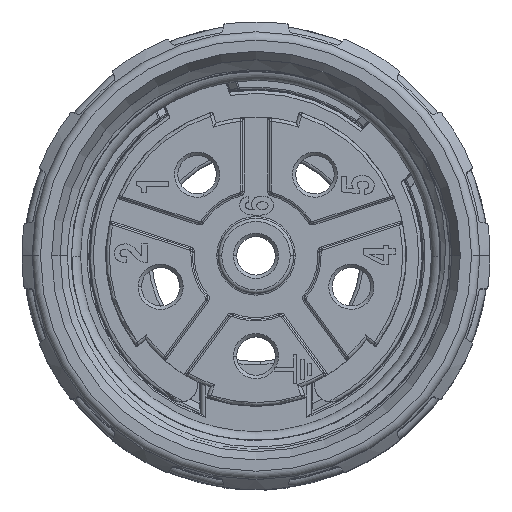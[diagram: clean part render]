
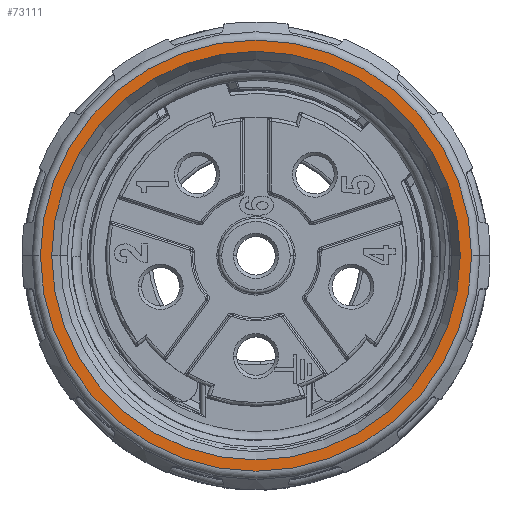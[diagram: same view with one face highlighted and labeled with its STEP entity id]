
A CAD part, top view. The second image highlights one B-rep face of the part: STEP entity #73111.
In plain terms, the highlighted planar face has unit normal (0, 0, 1).
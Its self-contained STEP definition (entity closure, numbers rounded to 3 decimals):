
#20021=CARTESIAN_POINT('',(0.,0.,45.7));
#20022=DIRECTION('',(0.,0.,-1.));
#20023=DIRECTION('',(1.,0.,0.));
#20024=AXIS2_PLACEMENT_3D('',#20021,#20022,#20023);
#20030=CARTESIAN_POINT('',(0.,0.,45.7));
#20031=DIRECTION('',(0.,0.,-1.));
#20032=DIRECTION('',(-1.,0.,0.));
#20033=AXIS2_PLACEMENT_3D('',#20030,#20031,#20032);
#20053=CARTESIAN_POINT('',(0.,0.,45.7));
#20054=DIRECTION('',(0.,0.,1.));
#20055=DIRECTION('',(-1.,0.,0.));
#20056=AXIS2_PLACEMENT_3D('',#20053,#20054,#20055);
#20063=CARTESIAN_POINT('',(0.,0.,45.7));
#20064=DIRECTION('',(0.,0.,1.));
#20065=DIRECTION('',(1.,0.,0.));
#20066=AXIS2_PLACEMENT_3D('',#20063,#20064,#20065);
#36201=CARTESIAN_POINT('',(-12.225,0.,45.7));
#36202=VERTEX_POINT('',#36201);
#36203=CARTESIAN_POINT('',(12.225,0.,45.7));
#36204=VERTEX_POINT('',#36203);
#36580=CARTESIAN_POINT('',(12.9,0.,45.7));
#36581=VERTEX_POINT('',#36580);
#36582=CARTESIAN_POINT('',(-12.9,0.,45.7));
#36583=VERTEX_POINT('',#36582);
#73096=CARTESIAN_POINT('',(0.,0.,45.7));
#73097=DIRECTION('',(0.,0.,-1.));
#73098=DIRECTION('',(1.,0.,0.));
#73099=AXIS2_PLACEMENT_3D('',#73096,#73097,#73098);
#73100=PLANE('',#73099);
#73102=ORIENTED_EDGE('',*,*,#73101,.F.);
#73104=ORIENTED_EDGE('',*,*,#73103,.F.);
#73105=EDGE_LOOP('',(#73102,#73104));
#73106=FACE_OUTER_BOUND('',#73105,.F.);
#73107=ORIENTED_EDGE('',*,*,#73078,.F.);
#73108=ORIENTED_EDGE('',*,*,#73063,.F.);
#73109=EDGE_LOOP('',(#73107,#73108));
#73110=FACE_BOUND('',#73109,.F.);
#20025=CIRCLE('',#20024,12.225);
#20034=CIRCLE('',#20033,12.225);
#20057=CIRCLE('',#20056,12.9);
#20067=CIRCLE('',#20066,12.9);
#73063=EDGE_CURVE('',#36204,#36202,#20025,.T.);
#73078=EDGE_CURVE('',#36202,#36204,#20034,.T.);
#73101=EDGE_CURVE('',#36583,#36581,#20057,.T.);
#73103=EDGE_CURVE('',#36581,#36583,#20067,.T.);
#73111=ADVANCED_FACE('',(#73106,#73110),#73100,.F.);
